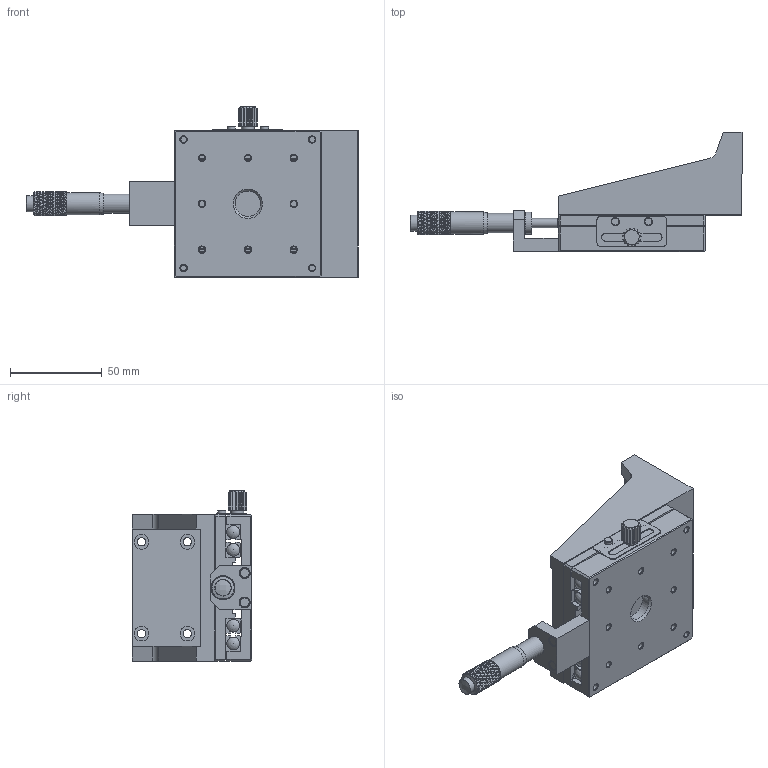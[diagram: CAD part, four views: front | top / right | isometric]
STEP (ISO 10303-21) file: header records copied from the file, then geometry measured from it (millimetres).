
FILE_DESCRIPTION (( 'STEP AP203' ), '1' );
FILE_NAME ('528879.STEP', '2024-10-17T10:08:28', ( 'Windows User' ), ( 'P R C' ), 'SwSTEP 2.0', 'SolidWorks 2020', '' );
FILE_SCHEMA (( 'CONFIG_CONTROL_DESIGN' ));
Products named in the file (1): 528879
Bounding box: 180.86 x 65 x 92.8 mm (x, y, z)
Volume: 227711.1 mm3; surface area: 73632.8 mm2
Topology: 3 solids, 3 shells, 1186 faces, 2617 edges, 1449 vertices
Faces by surface type: bspline 641, cylinder 238, plane 216, cone 82, torus 9
Full cylindrical faces by diameter (mm): 3 x1, 3.242 x12, 3.3 x4, 4.5 x10, 5 x1, 5.5 x2, 5.9 x2, 7 x9, 8 x8, 8.734 x1, 9.5 x1, 10.5 x1, 12 x1, 12.102 x1, 13.835 x1
Entity records: 48378 total; most frequent: CARTESIAN_POINT 30266, ORIENTED_EDGE 4966, EDGE_CURVE 2483, DIRECTION 2170, VERTEX_POINT 1406, EDGE_LOOP 1325, FACE_OUTER_BOUND 1241, ADVANCED_FACE 1186
